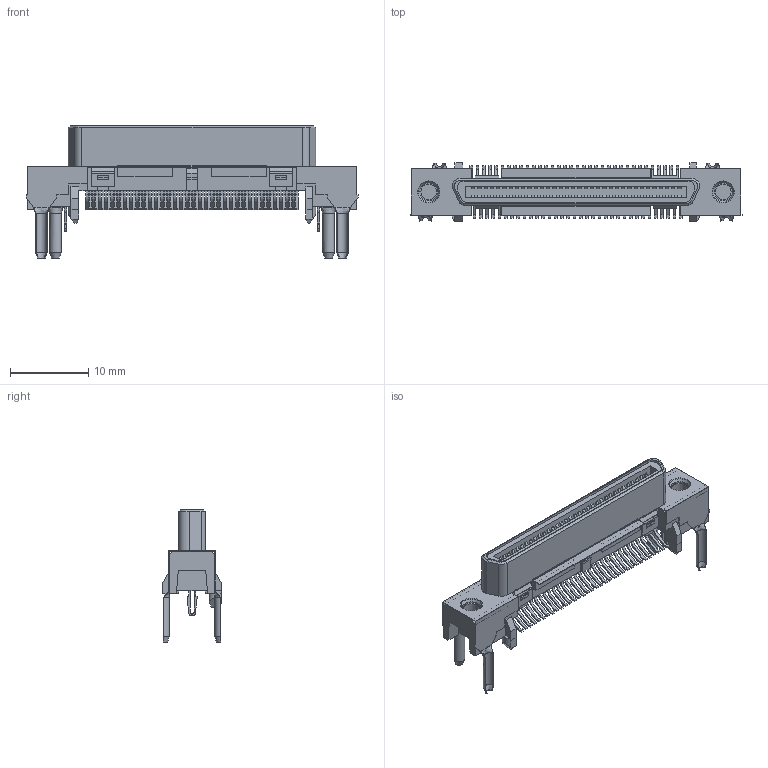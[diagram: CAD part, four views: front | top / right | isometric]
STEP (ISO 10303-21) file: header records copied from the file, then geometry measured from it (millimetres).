
FILE_DESCRIPTION(/* description */ (''),/* implementation_level */ '2;1');
FILE_NAME(/* name */ 'MOLEX_73776-0101.stp',/* time_stamp */ '2016-03-22T15:27:58+01:00',/* author */ ('riccim'),/* organization */ (''),/* preprocessor_version */ 'ST-DEVELOPER v15.5',/* originating_system */ 'AutoCAD Mechanical',/* authorisation */ '');
FILE_SCHEMA (('AUTOMOTIVE_DESIGN { 1 0 10303 214 3 1 1 }'));
Length unit declared in the file: millimetre
Products named in the file (1): Product
Bounding box: 42.5 x 7.46 x 16.9 mm (x, y, z)
Volume: 1049.6 mm3; surface area: 3710.1 mm2
Topology: 146 solids, 146 shells, 1797 faces, 4478 edges, 2976 vertices
Faces by surface type: plane 1439, cylinder 326, bspline 24, cone 8
Full cylindrical faces by diameter (mm): 2 x2, 2.3 x2
Entity records: 54017 total; most frequent: CARTESIAN_POINT 10584, ORIENTED_EDGE 8932, DIRECTION 8650, EDGE_CURVE 4466, LINE 3774, VECTOR 3774, VERTEX_POINT 2972, AXIS2_PLACEMENT_3D 2438
